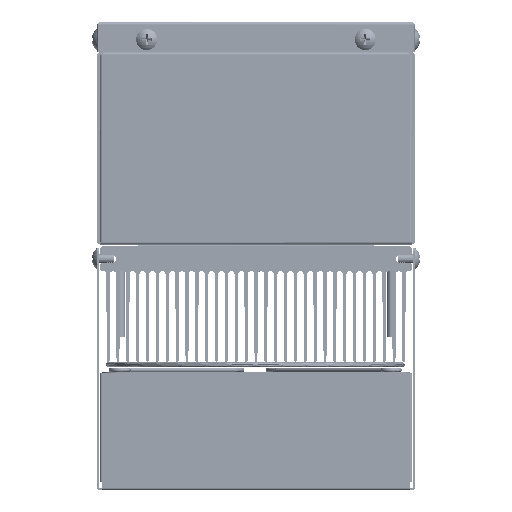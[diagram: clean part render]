
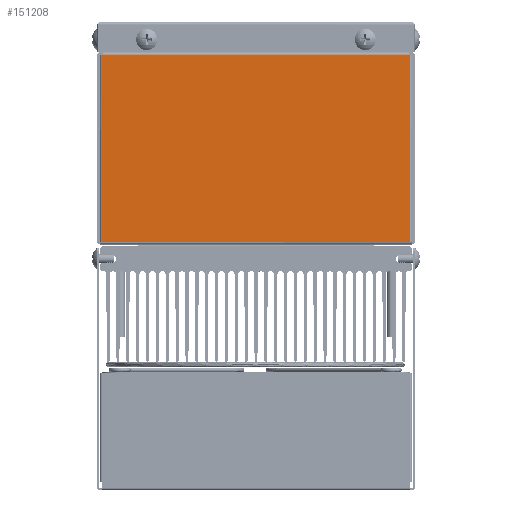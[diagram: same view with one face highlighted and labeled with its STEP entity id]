
A CAD part, left-side view. The second image highlights one B-rep face of the part: STEP entity #151208.
In plain terms, the highlighted planar face has unit normal (-1, 0, 0).
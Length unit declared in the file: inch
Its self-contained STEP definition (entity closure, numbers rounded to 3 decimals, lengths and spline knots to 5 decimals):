
#3416 = CARTESIAN_POINT ( 'NONE',  ( 0.46259, -1.12666, 7.25905 ) ) ;
#9741 = CARTESIAN_POINT ( 'NONE',  ( 0.46259, -1.12666, 7.25905 ) ) ;
#17857 = LINE ( 'NONE', #230272, #100090 ) ;
#22329 = DIRECTION ( 'NONE',  ( 0., 0., -1. ) ) ;
#22370 = VECTOR ( 'NONE', #101879, 39.37008 ) ;
#26601 = ORIENTED_EDGE ( 'NONE', *, *, #191569, .F. ) ;
#38716 = LINE ( 'NONE', #90227, #176982 ) ;
#48575 = LINE ( 'NONE', #68279, #242665 ) ;
#54066 = CARTESIAN_POINT ( 'NONE',  ( 0.46259, -1.13059, 7.25905 ) ) ;
#54306 = EDGE_CURVE ( 'NONE', #127276, #101795, #48575, .T. ) ;
#55850 = CARTESIAN_POINT ( 'NONE',  ( 0.46259, 0., 0.025 ) ) ;
#60878 = VECTOR ( 'NONE', #127786, 39.37008 ) ;
#61244 = CARTESIAN_POINT ( 'NONE',  ( 0.46259, -1.12666, 4.41214 ) ) ;
#66794 = FACE_OUTER_BOUND ( 'NONE', #164723, .T. ) ;
#68279 = CARTESIAN_POINT ( 'NONE',  ( 0.46259, 0., 7.25905 ) ) ;
#72317 = LINE ( 'NONE', #214525, #22370 ) ;
#72600 = LINE ( 'NONE', #3416, #166728 ) ;
#89243 = CARTESIAN_POINT ( 'NONE',  ( 0.46259, -5.87559, 7.25905 ) ) ;
#90227 = CARTESIAN_POINT ( 'NONE',  ( 0.46259, -1.04959, 4.41214 ) ) ;
#92192 = VERTEX_POINT ( 'NONE', #61244 ) ;
#93661 = DIRECTION ( 'NONE',  ( 0., 0., -1. ) ) ;
#98719 = DIRECTION ( 'NONE',  ( 0., -1., 0. ) ) ;
#99286 = EDGE_CURVE ( 'NONE', #101795, #177599, #166776, .T. ) ;
#100090 = VECTOR ( 'NONE', #98719, 39.37008 ) ;
#101795 = VERTEX_POINT ( 'NONE', #148216 ) ;
#101879 = DIRECTION ( 'NONE',  ( 0., 0., 1. ) ) ;
#103672 = VERTEX_POINT ( 'NONE', #133067 ) ;
#109120 = DIRECTION ( 'NONE',  ( 0., 1., 0. ) ) ;
#113528 = ORIENTED_EDGE ( 'NONE', *, *, #210287, .T. ) ;
#127276 = VERTEX_POINT ( 'NONE', #54066 ) ;
#127786 = DIRECTION ( 'NONE',  ( 0., -1., 0. ) ) ;
#131646 = EDGE_CURVE ( 'NONE', #103672, #177599, #72317, .T. ) ;
#133067 = CARTESIAN_POINT ( 'NONE',  ( 0.46259, -5.79851, 4.41214 ) ) ;
#148216 = CARTESIAN_POINT ( 'NONE',  ( 0.46259, -5.79459, 7.25905 ) ) ;
#151208 = ADVANCED_FACE ( 'NONE', ( #66794 ), #187453, .F. ) ;
#159730 = CARTESIAN_POINT ( 'NONE',  ( 0.46259, -5.79851, 7.25905 ) ) ;
#164723 = EDGE_LOOP ( 'NONE', ( #194276, #170712, #218667, #195296, #113528, #26601 ) ) ;
#166728 = VECTOR ( 'NONE', #22329, 39.37008 ) ;
#166776 = LINE ( 'NONE', #89243, #60878 ) ;
#169709 = VERTEX_POINT ( 'NONE', #9741 ) ;
#170712 = ORIENTED_EDGE ( 'NONE', *, *, #99286, .F. ) ;
#176982 = VECTOR ( 'NONE', #109120, 39.37008 ) ;
#177599 = VERTEX_POINT ( 'NONE', #159730 ) ;
#187453 = PLANE ( 'NONE',  #207308 ) ;
#191569 = EDGE_CURVE ( 'NONE', #103672, #92192, #38716, .T. ) ;
#194276 = ORIENTED_EDGE ( 'NONE', *, *, #131646, .T. ) ;
#195296 = ORIENTED_EDGE ( 'NONE', *, *, #230059, .F. ) ;
#199004 = DIRECTION ( 'NONE',  ( 0., -1., 0. ) ) ;
#206307 = DIRECTION ( 'NONE',  ( 1., 0., 0. ) ) ;
#207308 = AXIS2_PLACEMENT_3D ( 'NONE', #55850, #206307, #93661 ) ;
#210287 = EDGE_CURVE ( 'NONE', #169709, #92192, #72600, .T. ) ;
#214525 = CARTESIAN_POINT ( 'NONE',  ( 0.46259, -5.79851, 4.41214 ) ) ;
#218667 = ORIENTED_EDGE ( 'NONE', *, *, #54306, .F. ) ;
#230059 = EDGE_CURVE ( 'NONE', #169709, #127276, #17857, .T. ) ;
#230272 = CARTESIAN_POINT ( 'NONE',  ( 0.46259, 0., 7.25905 ) ) ;
#242665 = VECTOR ( 'NONE', #199004, 39.37008 ) ;
